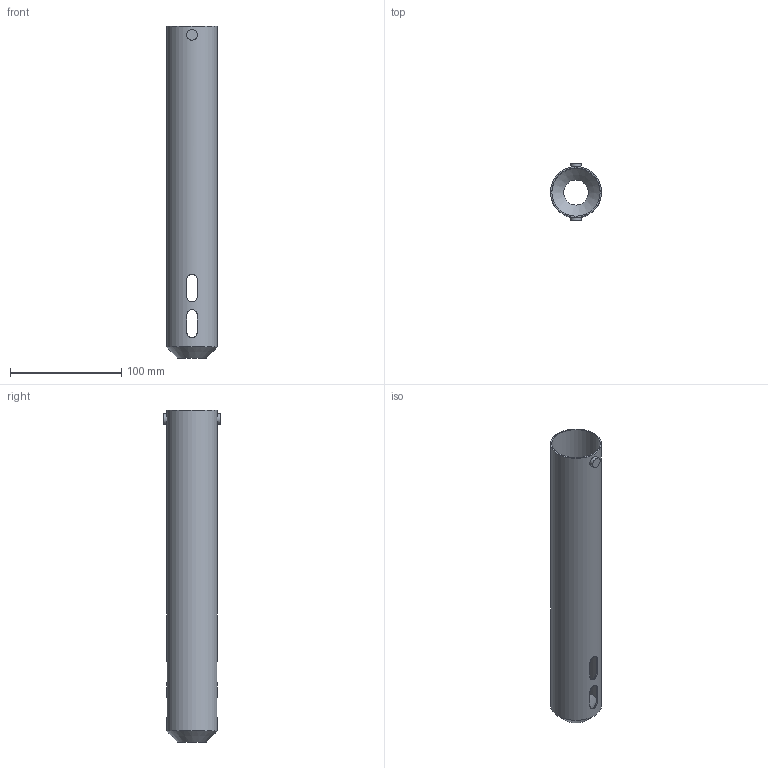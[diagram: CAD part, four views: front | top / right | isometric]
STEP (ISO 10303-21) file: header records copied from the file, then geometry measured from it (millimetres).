
FILE_DESCRIPTION( ( 'Unknown' ), '1' );
FILE_NAME( '560069_Hülse_Semco360cc.stp', 'Unknown', ( 'Unknown' ), ( 'Unknown' ), 'PSStep 16.0.42', 'Unknown', ' ' );
FILE_SCHEMA( ( 'AUTOMOTIVE_DESIGN { 1 0 10303 214 1 1 1 1 }' ) );
Length unit declared in the file: millimetre
Products named in the file (1): 1
Bounding box: 45.9 x 52 x 299 mm (x, y, z)
Volume: 49955.5 mm3; surface area: 83282.6 mm2
Topology: 1 solids, 1 shells, 26 faces, 66 edges, 44 vertices
Faces by surface type: cylinder 12, plane 12, cone 2
Full cylindrical faces by diameter (mm): 9.6 x2, 43.5 x1, 45.9 x1
Entity records: 1596 total; most frequent: CARTESIAN_POINT 785, ORIENTED_EDGE 116, DIRECTION 102, EDGE_CURVE 58, EDGE_LOOP 44, VERTEX_POINT 42, AXIS2_PLACEMENT_3D 35, LINE 32
